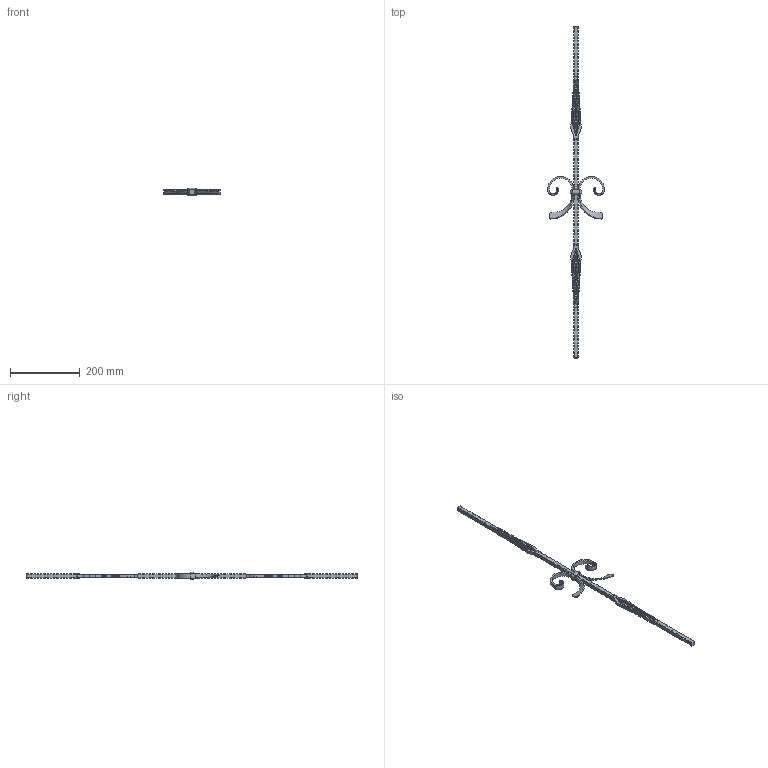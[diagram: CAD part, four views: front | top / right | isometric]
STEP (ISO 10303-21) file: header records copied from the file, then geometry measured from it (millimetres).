
FILE_DESCRIPTION (( 'STEP AP203' ), '1' );
FILE_NAME ('578-7.STEP', '2023-05-02T07:28:56', ( '' ), ( '' ), 'SwSTEP 2.0', 'SolidWorks 2018', '' );
FILE_SCHEMA (( 'CONFIG_CONTROL_DESIGN' ));
Length unit declared in the file: millimetre
Products named in the file (1): 578-7
Bounding box: 161.93 x 950 x 22 mm (x, y, z)
Volume: 162390.1 mm3; surface area: 71743.4 mm2
Topology: 1 solids, 1 shells, 1058 faces, 2946 edges, 1740 vertices
Faces by surface type: plane 478, cylinder 239, bspline 233, torus 108
Entity records: 40022 total; most frequent: CARTESIAN_POINT 17001, ORIENTED_EDGE 5556, DIRECTION 3825, EDGE_CURVE 2778, VERTEX_POINT 1740, VECTOR 1437, LINE 1437, AXIS2_PLACEMENT_3D 1194
